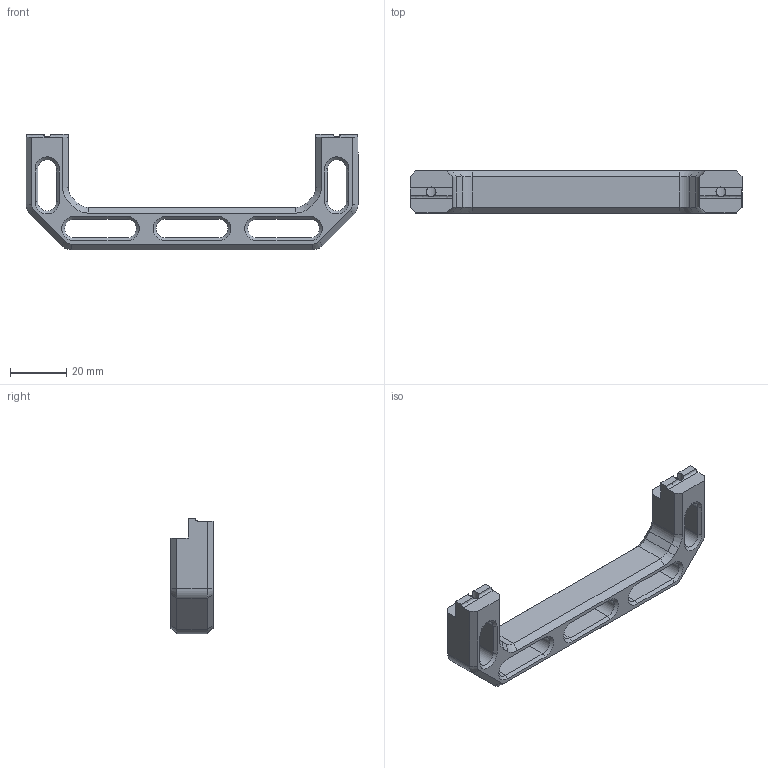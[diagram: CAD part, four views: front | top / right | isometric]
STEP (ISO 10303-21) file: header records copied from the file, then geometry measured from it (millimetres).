
FILE_DESCRIPTION(/* description */ (''),/* implementation_level */ '2;1');
FILE_NAME(/* name */ 'Reiten966_Micron_handle_3mmPanel+3mmTape.step',/* time_stamp */ '2023-09-02T23:39:36-07:00',/* author */ (''),/* organization */ (''),/* preprocessor_version */ 'ST-DEVELOPER v20',/* originating_system */ 'Autodesk Translation Framework v12.9.0.99',/* authorisation */ '');
FILE_SCHEMA (('AUTOMOTIVE_DESIGN { 1 0 10303 214 3 1 1 }'));
Length unit declared in the file: millimetre
Products named in the file (1): (Unsaved)
Bounding box: 118 x 15 x 41 mm (x, y, z)
Volume: 22009.7 mm3; surface area: 11422.2 mm2
Topology: 1 solids, 1 shells, 136 faces, 332 edges, 198 vertices
Faces by surface type: plane 76, cone 36, cylinder 22, bspline 2
Full cylindrical faces by diameter (mm): 3.5 x2, 6.2 x2
Entity records: 4166 total; most frequent: CARTESIAN_POINT 891, DIRECTION 676, ORIENTED_EDGE 664, EDGE_CURVE 332, LINE 238, VECTOR 238, AXIS2_PLACEMENT_3D 219, VERTEX_POINT 198
